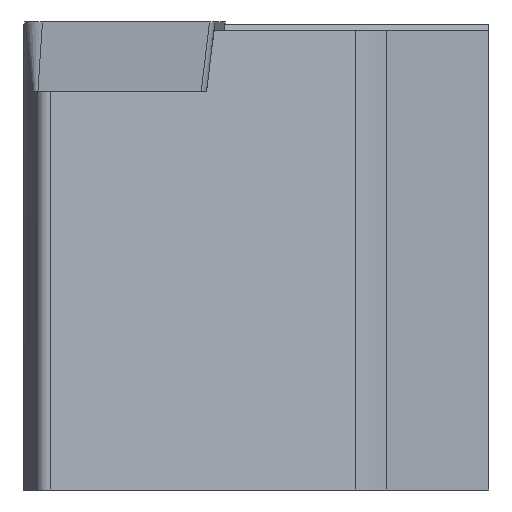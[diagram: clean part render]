
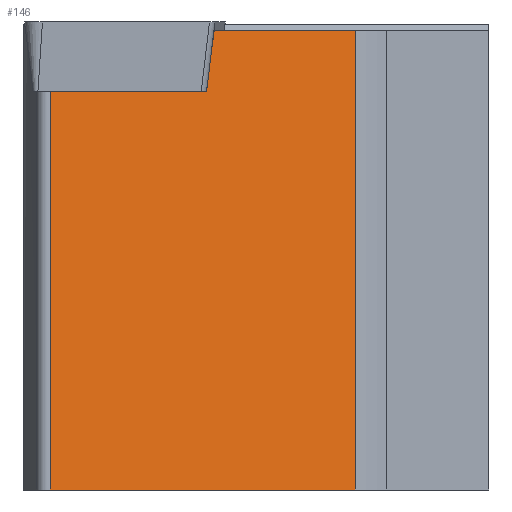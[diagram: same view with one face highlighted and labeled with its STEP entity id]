
A CAD part, left-side view. The second image highlights one B-rep face of the part: STEP entity #146.
In plain terms, the highlighted planar face has unit normal (-0.848, -0.53, 0).
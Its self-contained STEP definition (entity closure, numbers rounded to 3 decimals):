
#146=ADVANCED_FACE('',(#191),#171,.F.);
#171=PLANE('',#588);
#191=FACE_OUTER_BOUND('',#217,.T.);
#217=EDGE_LOOP('',(#282,#283,#284,#285,#286,#287));
#282=ORIENTED_EDGE('',*,*,#437,.T.);
#283=ORIENTED_EDGE('',*,*,#438,.F.);
#284=ORIENTED_EDGE('',*,*,#420,.F.);
#285=ORIENTED_EDGE('',*,*,#436,.T.);
#286=ORIENTED_EDGE('',*,*,#430,.T.);
#287=ORIENTED_EDGE('',*,*,#439,.T.);
#375=VERTEX_POINT('',#776);
#376=VERTEX_POINT('',#778);
#382=VERTEX_POINT('',#796);
#383=VERTEX_POINT('',#798);
#386=VERTEX_POINT('',#811);
#387=VERTEX_POINT('',#812);
#420=EDGE_CURVE('',#375,#376,#484,.T.);
#430=EDGE_CURVE('',#383,#382,#491,.T.);
#436=EDGE_CURVE('',#375,#383,#495,.T.);
#437=EDGE_CURVE('',#386,#387,#496,.T.);
#438=EDGE_CURVE('',#376,#387,#497,.T.);
#439=EDGE_CURVE('',#382,#386,#498,.T.);
#484=LINE('',#777,#534);
#491=LINE('',#797,#541);
#495=LINE('',#808,#545);
#496=LINE('',#810,#546);
#497=LINE('',#813,#547);
#498=LINE('',#814,#548);
#534=VECTOR('',#636,1.);
#541=VECTOR('',#655,1.);
#545=VECTOR('',#667,1.);
#546=VECTOR('',#670,1.);
#547=VECTOR('',#671,1.);
#548=VECTOR('',#672,1.);
#588=AXIS2_PLACEMENT_3D('',#815,#673,#674);
#636=DIRECTION('',(-0.53,0.848,0.));
#655=DIRECTION('',(-0.53,0.848,0.));
#667=DIRECTION('',(0.,0.,1.));
#670=DIRECTION('',(-0.53,0.848,0.));
#671=DIRECTION('',(0.,0.,1.));
#672=DIRECTION('',(-0.079,0.126,-0.989));
#673=DIRECTION('',(0.848,0.53,0.));
#674=DIRECTION('',(0.53,-0.848,0.));
#776=CARTESIAN_POINT('',(7.599,4.58,-16.));
#777=CARTESIAN_POINT('',(7.523,4.701,-16.));
#778=CARTESIAN_POINT('',(1.037,15.08,-16.));
#796=CARTESIAN_POINT('',(4.562,9.439,-0.2));
#797=CARTESIAN_POINT('',(7.523,4.701,-0.2));
#798=CARTESIAN_POINT('',(7.599,4.58,-0.2));
#808=CARTESIAN_POINT('',(7.599,4.58,161.053));
#810=CARTESIAN_POINT('',(7.599,4.58,-2.28));
#811=CARTESIAN_POINT('',(4.397,9.703,-2.28));
#812=CARTESIAN_POINT('',(1.037,15.08,-2.28));
#813=CARTESIAN_POINT('',(1.037,15.08,161.053));
#814=CARTESIAN_POINT('',(17.156,-10.715,158.35));
#815=CARTESIAN_POINT('',(7.599,4.58,161.053));
